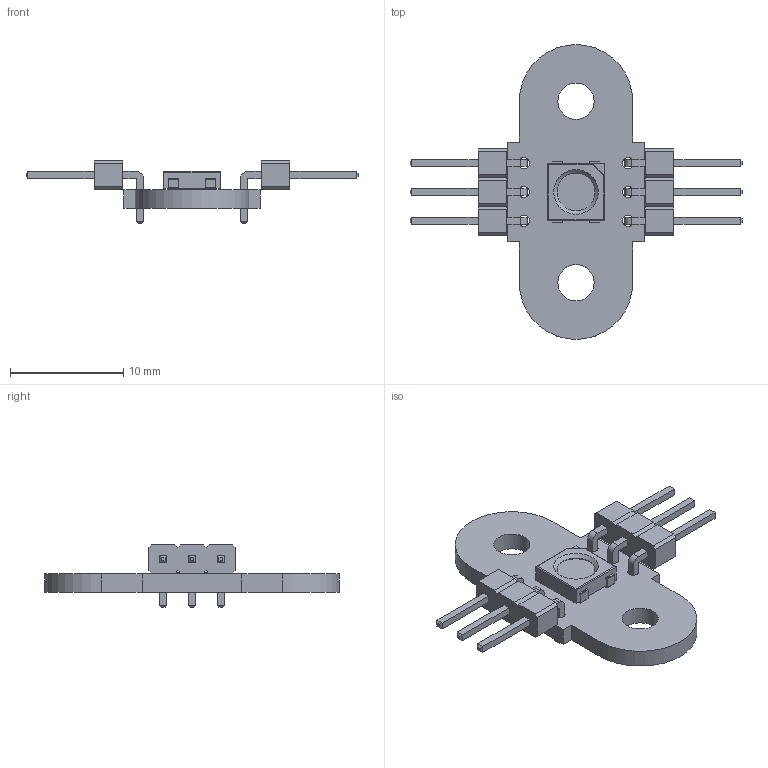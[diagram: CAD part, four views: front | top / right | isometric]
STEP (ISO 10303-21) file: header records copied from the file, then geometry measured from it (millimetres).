
FILE_DESCRIPTION(('KiCad electronic assembly'),'2;1');
FILE_NAME('WS2812B_Single_Dot.step','2023-01-02T08:45:57',('Pcbnew'),( 'Kicad'),'Open CASCADE STEP processor 7.6','KiCad to STEP converter' ,'Unknown');
FILE_SCHEMA(('AUTOMOTIVE_DESIGN { 1 0 10303 214 1 1 1 1 }'));
Length unit declared in the file: millimetre
Products named in the file (6): WS2812B_Single_Dot 1; LED_WS2812B_PLCC4_5.0x5.0mm_P3.2mm; SOLID; PinHeader_1x03_P2.54mm_Horizontal; WS2812B_Single_Dot PCB
Assembly tree (6 placements, depth 3):
  WS2812B_Single_Dot 1
    LED_WS2812B_PLCC4_5.0x5.0mm_P3.2mm
      SOLID
    PinHeader_1x03_P2.54mm_Horizontal  x2
      SOLID
    WS2812B_Single_Dot PCB
Bounding box: 29.28 x 26 x 5.54 mm (x, y, z)
Volume: 535.4 mm3; surface area: 1087.8 mm2
Topology: 4 solids, 4 shells, 260 faces, 675 edges, 432 vertices
Faces by surface type: plane 221, cylinder 38, cone 1
Full cylindrical faces by diameter (mm): 1 x6, 3.2 x2, 3.333 x1
Entity records: 12972 total; most frequent: CARTESIAN_POINT 2230, DIRECTION 1807, LINE 1268, VECTOR 1268, ORIENTED_EDGE 936, PCURVE 936, DEFINITIONAL_REPRESENTATION 936, EDGE_CURVE 468
